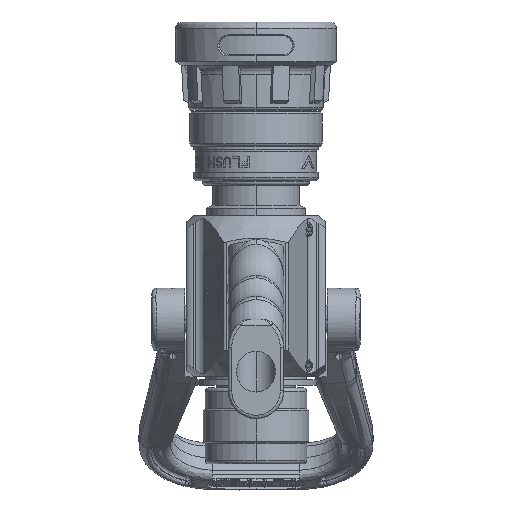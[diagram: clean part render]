
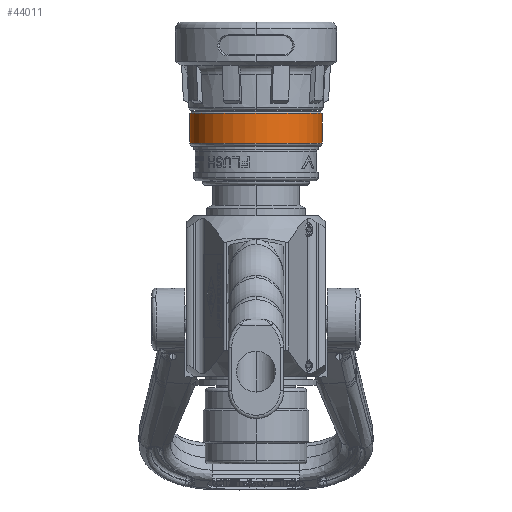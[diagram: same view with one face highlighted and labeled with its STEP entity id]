
A CAD part, front view. The second image highlights one B-rep face of the part: STEP entity #44011.
In plain terms, the highlighted cylindrical face has radius 30.321 mm (diameter 60.642 mm), a partial arc.
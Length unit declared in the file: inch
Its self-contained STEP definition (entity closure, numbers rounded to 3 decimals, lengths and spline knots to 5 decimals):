
#43550=CARTESIAN_POINT('',(-1.19375,0.,2.9425));
#43564=CARTESIAN_POINT('',(-1.19375,0.,3.0925));
#43566=CARTESIAN_POINT('',(1.19375,0.,3.10475));
#43578=CARTESIAN_POINT('',(1.19375,0.,3.04225));
#43580=CARTESIAN_POINT('',(0.,0.,3.3));
#43581=DIRECTION('',(0.,0.,-1.));
#43582=DIRECTION('',(1.,0.,0.));
#43583=AXIS2_PLACEMENT_3D('',#43580,#43581,#43582);
#43585=DIRECTION('',(0.,0.,-1.));
#43586=VECTOR('',#43585,0.19525);
#43587=CARTESIAN_POINT('',(1.19375,0.,
3.3));
#43588=LINE('',#43587,#43586);
#43589=CARTESIAN_POINT('',(1.19375,0.,3.04225));
#43590=CARTESIAN_POINT('',(1.19375,-0.00373,3.04225));
#43591=CARTESIAN_POINT('',(1.19372,-0.01074,
3.0435));
#43592=CARTESIAN_POINT('',(1.19358,-0.0205,
3.04904));
#43593=CARTESIAN_POINT('',(1.19343,-0.02762,
3.05756));
#43594=CARTESIAN_POINT('',(1.19334,-0.03141,
3.06796));
#43595=CARTESIAN_POINT('',(1.19334,-0.0314,
3.07912));
#43596=CARTESIAN_POINT('',(1.19344,-0.02759,
3.08949));
#43597=CARTESIAN_POINT('',(1.19359,-0.02043,
3.09802));
#43598=CARTESIAN_POINT('',(1.19372,-0.01071,
3.10351));
#43599=CARTESIAN_POINT('',(1.19375,-0.00372,3.10475));
#43600=CARTESIAN_POINT('',(1.19375,0.,3.10475));
#43602=DIRECTION('',(0.,0.,-1.));
#43603=VECTOR('',#43602,0.27875);
#43604=CARTESIAN_POINT('',(1.19375,0.,3.04225));
#43605=LINE('',#43604,#43603);
#43606=DIRECTION('',(0.,0.,-1.));
#43607=VECTOR('',#43606,0.179);
#43608=CARTESIAN_POINT('',(-1.19375,0.,2.9425));
#43609=LINE('',#43608,#43607);
#43610=CARTESIAN_POINT('',(-1.19375,0.,3.0925));
#43611=CARTESIAN_POINT('',(-1.19375,-0.00663,3.0925));
#43612=CARTESIAN_POINT('',(-1.19364,-0.01943,
3.09081));
#43613=CARTESIAN_POINT('',(-1.19319,-0.03785,
3.08326));
#43614=CARTESIAN_POINT('',(-1.19257,-0.05359,
3.07119));
#43615=CARTESIAN_POINT('',(-1.19196,-0.06564,
3.05554));
#43616=CARTESIAN_POINT('',(-1.1915,-0.07327,
3.03716));
#43617=CARTESIAN_POINT('',(-1.19134,-0.07586,
3.01757));
#43618=CARTESIAN_POINT('',(-1.1915,-0.07327,
2.99785));
#43619=CARTESIAN_POINT('',(-1.19195,-0.0657,
2.97957));
#43620=CARTESIAN_POINT('',(-1.19257,-0.0536,
2.96381));
#43621=CARTESIAN_POINT('',(-1.19319,-0.0379,
2.95177));
#43622=CARTESIAN_POINT('',(-1.19364,-0.01944,
2.94419));
#43623=CARTESIAN_POINT('',(-1.19375,-0.00664,2.9425));
#43624=CARTESIAN_POINT('',(-1.19375,0.,2.9425));
#43626=DIRECTION('',(0.,0.,-1.));
#43627=VECTOR('',#43626,0.2075);
#43628=CARTESIAN_POINT('',(-1.19375,0.,
3.3));
#43629=LINE('',#43628,#43627);
#43675=CARTESIAN_POINT('',(0.,0.,2.7635));
#43676=DIRECTION('',(0.,0.,1.));
#43677=DIRECTION('',(-1.,0.,0.));
#43678=AXIS2_PLACEMENT_3D('',#43675,#43676,#43677);
#43872=CARTESIAN_POINT('',(-1.19375,0.,2.7635));
#43874=VERTEX_POINT('',#43872);
#43890=CARTESIAN_POINT('',(1.19375,0.,2.7635));
#43892=VERTEX_POINT('',#43890);
#43910=VERTEX_POINT('',#43550);
#43911=VERTEX_POINT('',#43564);
#43914=VERTEX_POINT('',#43566);
#43915=VERTEX_POINT('',#43578);
#43916=CARTESIAN_POINT('',(-1.19375,0.,3.3));
#43917=CARTESIAN_POINT('',(1.19375,0.,3.3));
#43918=VERTEX_POINT('',#43916);
#43919=VERTEX_POINT('',#43917);
#43992=CARTESIAN_POINT('',(0.,0.,3.39363));
#43993=DIRECTION('',(0.,0.,-1.));
#43994=DIRECTION('',(-1.,0.,0.));
#43995=AXIS2_PLACEMENT_3D('',#43992,#43993,#43994);
#43996=CYLINDRICAL_SURFACE('',#43995,1.19375);
#43998=ORIENTED_EDGE('',*,*,#43997,.F.);
#43999=ORIENTED_EDGE('',*,*,#43987,.T.);
#44001=ORIENTED_EDGE('',*,*,#44000,.F.);
#44002=ORIENTED_EDGE('',*,*,#43983,.T.);
#44004=ORIENTED_EDGE('',*,*,#44003,.F.);
#44005=ORIENTED_EDGE('',*,*,#43979,.F.);
#44007=ORIENTED_EDGE('',*,*,#44006,.F.);
#44008=ORIENTED_EDGE('',*,*,#43975,.F.);
#44009=EDGE_LOOP('',(#43998,#43999,#44001,#44002,#44004,#44005,#44007,#44008));
#44010=FACE_OUTER_BOUND('',#44009,.F.);
#43584=CIRCLE('',#43583,1.19375);
#43601=B_SPLINE_CURVE_WITH_KNOTS('',3,(#43589,#43590,#43591,#43592,#43593,
#43594,#43595,#43596,#43597,#43598,#43599,#43600),.UNSPECIFIED.,.F.,.F.,(4,1,1,
1,1,1,1,1,1,4),(0.,0.11111,0.22222,0.33333,
0.44444,0.55556,0.66667,0.77778,
0.88889,1.),.UNSPECIFIED.);
#43625=B_SPLINE_CURVE_WITH_KNOTS('',3,(#43610,#43611,#43612,#43613,#43614,
#43615,#43616,#43617,#43618,#43619,#43620,#43621,#43622,#43623,#43624),
.UNSPECIFIED.,.F.,.F.,(4,1,1,1,1,1,1,1,1,1,1,1,4),(0.,0.08333,
0.16667,0.25,0.33333,0.41667,0.5,
0.58333,0.66667,0.75,0.83333,0.91667,
1.),.UNSPECIFIED.);
#43679=CIRCLE('',#43678,1.19375);
#43975=EDGE_CURVE('',#43918,#43911,#43629,.T.);
#43979=EDGE_CURVE('',#43910,#43874,#43609,.T.);
#43983=EDGE_CURVE('',#43915,#43892,#43605,.T.);
#43987=EDGE_CURVE('',#43919,#43914,#43588,.T.);
#43997=EDGE_CURVE('',#43919,#43918,#43584,.T.);
#44000=EDGE_CURVE('',#43915,#43914,#43601,.T.);
#44003=EDGE_CURVE('',#43874,#43892,#43679,.T.);
#44006=EDGE_CURVE('',#43911,#43910,#43625,.T.);
#44011=ADVANCED_FACE('',(#44010),#43996,.T.);
